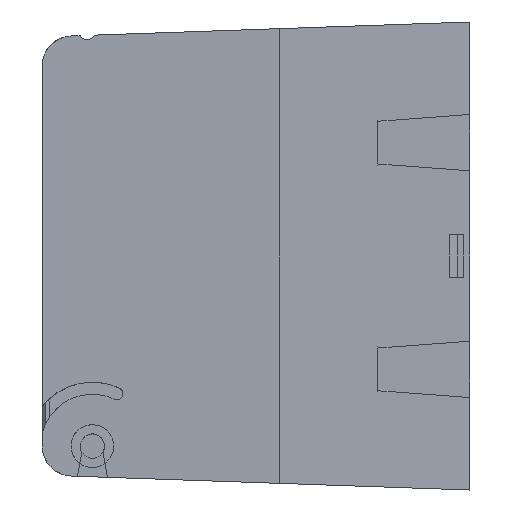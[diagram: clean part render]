
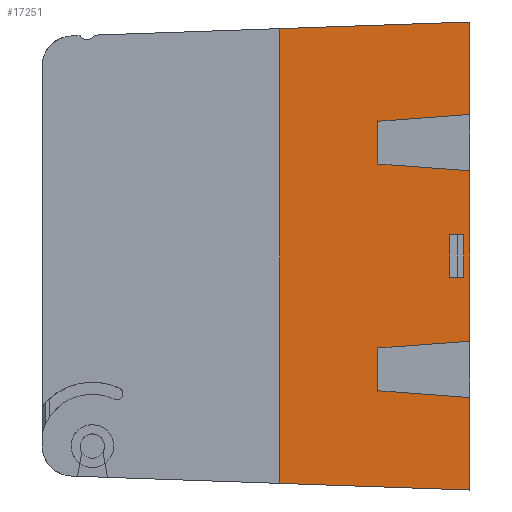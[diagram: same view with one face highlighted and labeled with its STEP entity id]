
A CAD part, left-side view. The second image highlights one B-rep face of the part: STEP entity #17251.
In plain terms, the highlighted planar face has unit normal (1, 0, 0).
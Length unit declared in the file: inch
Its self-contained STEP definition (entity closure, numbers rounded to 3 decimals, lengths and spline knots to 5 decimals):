
#442 = DIRECTION ( 'NONE',  ( 0., -0.999, -0.035 ) ) ;
#781 = CARTESIAN_POINT ( 'NONE',  ( -1.395, 0.604, 0.60477 ) ) ;
#807 = LINE ( 'NONE', #16591, #10367 ) ;
#944 = VECTOR ( 'NONE', #23240, 39.37008 ) ;
#1202 = DIRECTION ( 'NONE',  ( -1., 0., 0. ) ) ;
#1217 = DIRECTION ( 'NONE',  ( 0., 0.999, -0.035 ) ) ;
#1598 = EDGE_CURVE ( 'NONE', #18256, #16447, #10435, .T. ) ;
#1731 = CARTESIAN_POINT ( 'NONE',  ( -1.395, 0.604, 0.88523 ) ) ;
#1781 = FACE_OUTER_BOUND ( 'NONE', #1948, .T. ) ;
#1948 = EDGE_LOOP ( 'NONE', ( #8505, #22271, #5233, #4940, #5334, #13217, #9427, #4963, #22465, #24518, #19318, #10459 ) ) ;
#2153 = LINE ( 'NONE', #21787, #2790 ) ;
#2790 = VECTOR ( 'NONE', #21846, 39.37008 ) ;
#3119 = DIRECTION ( 'NONE',  ( 0., 0., -1. ) ) ;
#3276 = VERTEX_POINT ( 'NONE', #8900 ) ;
#3469 = CARTESIAN_POINT ( 'NONE',  ( -1.395, 0.04, -0.5 ) ) ;
#3599 = VERTEX_POINT ( 'NONE', #6144 ) ;
#4234 = EDGE_CURVE ( 'NONE', #11967, #18256, #8003, .T. ) ;
#4283 = VECTOR ( 'NONE', #20481, 39.37008 ) ;
#4296 = CARTESIAN_POINT ( 'NONE',  ( -1.395, 0.594, -0.14 ) ) ;
#4847 = LINE ( 'NONE', #10831, #20082 ) ;
#4940 = ORIENTED_EDGE ( 'NONE', *, *, #4234, .F. ) ;
#4963 = ORIENTED_EDGE ( 'NONE', *, *, #6277, .F. ) ;
#5002 = VERTEX_POINT ( 'NONE', #10301 ) ;
#5074 = CARTESIAN_POINT ( 'NONE',  ( -1.395, 0., 1.53756 ) ) ;
#5120 = EDGE_CURVE ( 'NONE', #3599, #8534, #8926, .T. ) ;
#5138 = DIRECTION ( 'NONE',  ( 0., 1., 0. ) ) ;
#5233 = ORIENTED_EDGE ( 'NONE', *, *, #1598, .F. ) ;
#5307 = EDGE_CURVE ( 'NONE', #6563, #3599, #13787, .T. ) ;
#5334 = ORIENTED_EDGE ( 'NONE', *, *, #16644, .F. ) ;
#5462 = EDGE_CURVE ( 'NONE', #14832, #6563, #18875, .T. ) ;
#5708 = EDGE_CURVE ( 'NONE', #8534, #14832, #9623, .T. ) ;
#5780 = EDGE_CURVE ( 'NONE', #22675, #5002, #20672, .T. ) ;
#5852 = CARTESIAN_POINT ( 'NONE',  ( -1.395, 0.133, -0.5 ) ) ;
#5906 = DIRECTION ( 'NONE',  ( 0., 0., 1. ) ) ;
#5933 = CARTESIAN_POINT ( 'NONE',  ( -1.395, 0.604, 0.88523 ) ) ;
#5969 = EDGE_CURVE ( 'NONE', #11307, #10039, #8958, .T. ) ;
#6144 = CARTESIAN_POINT ( 'NONE',  ( -1.395, 0.133, -0.14 ) ) ;
#6277 = EDGE_CURVE ( 'NONE', #17712, #11307, #807, .T. ) ;
#6323 = VECTOR ( 'NONE', #10019, 39.37008 ) ;
#6481 = EDGE_CURVE ( 'NONE', #24436, #17712, #10916, .T. ) ;
#6563 = VERTEX_POINT ( 'NONE', #23946 ) ;
#6753 = CARTESIAN_POINT ( 'NONE',  ( -1.395, 0., -1.53756 ) ) ;
#6784 = EDGE_CURVE ( 'NONE', #15464, #3276, #11653, .T. ) ;
#6816 = EDGE_CURVE ( 'NONE', #5002, #15464, #2153, .T. ) ;
#7011 = CARTESIAN_POINT ( 'NONE',  ( -1.395, 0.133, 0.14 ) ) ;
#7956 = VECTOR ( 'NONE', #442, 39.37008 ) ;
#8003 = LINE ( 'NONE', #15811, #10386 ) ;
#8505 = ORIENTED_EDGE ( 'NONE', *, *, #5780, .F. ) ;
#8534 = VERTEX_POINT ( 'NONE', #7011 ) ;
#8608 = ORIENTED_EDGE ( 'NONE', *, *, #5120, .F. ) ;
#8704 = PLANE ( 'NONE',  #11189 ) ;
#8900 = CARTESIAN_POINT ( 'NONE',  ( -1.395, 0., -0.56 ) ) ;
#8926 = LINE ( 'NONE', #5852, #11072 ) ;
#8958 = LINE ( 'NONE', #5933, #8985 ) ;
#8985 = VECTOR ( 'NONE', #24377, 39.37008 ) ;
#9427 = ORIENTED_EDGE ( 'NONE', *, *, #5969, .F. ) ;
#9623 = LINE ( 'NONE', #17135, #6323 ) ;
#10019 = DIRECTION ( 'NONE',  ( 0., -1., 0. ) ) ;
#10039 = VERTEX_POINT ( 'NONE', #24423 ) ;
#10200 = CARTESIAN_POINT ( 'NONE',  ( -1.395, 1.25, 1.49391 ) ) ;
#10301 = CARTESIAN_POINT ( 'NONE',  ( -1.395, 0.604, -0.88523 ) ) ;
#10367 = VECTOR ( 'NONE', #16571, 39.37008 ) ;
#10386 = VECTOR ( 'NONE', #23735, 39.37008 ) ;
#10435 = LINE ( 'NONE', #21467, #7956 ) ;
#10459 = ORIENTED_EDGE ( 'NONE', *, *, #6816, .F. ) ;
#10831 = CARTESIAN_POINT ( 'NONE',  ( -1.395, 0.00349, 1.53744 ) ) ;
#10916 = LINE ( 'NONE', #13191, #11789 ) ;
#11072 = VECTOR ( 'NONE', #5906, 39.37008 ) ;
#11118 = EDGE_LOOP ( 'NONE', ( #8608, #17523, #20218, #13320 ) ) ;
#11189 = AXIS2_PLACEMENT_3D ( 'NONE', #12613, #1202, #14594 ) ;
#11307 = VERTEX_POINT ( 'NONE', #1731 ) ;
#11653 = LINE ( 'NONE', #21690, #15989 ) ;
#11789 = VECTOR ( 'NONE', #12902, 39.37008 ) ;
#11941 = FACE_BOUND ( 'NONE', #11118, .T. ) ;
#11967 = VERTEX_POINT ( 'NONE', #10200 ) ;
#12470 = CARTESIAN_POINT ( 'NONE',  ( -1.395, 0., 0.56 ) ) ;
#12613 = CARTESIAN_POINT ( 'NONE',  ( -1.395, 0.594, -0.5 ) ) ;
#12783 = VECTOR ( 'NONE', #19052, 39.37008 ) ;
#12902 = DIRECTION ( 'NONE',  ( 0., 0.997, 0.074 ) ) ;
#13191 = CARTESIAN_POINT ( 'NONE',  ( -1.395, 0., 0.56 ) ) ;
#13217 = ORIENTED_EDGE ( 'NONE', *, *, #23067, .F. ) ;
#13320 = ORIENTED_EDGE ( 'NONE', *, *, #5708, .F. ) ;
#13341 = CARTESIAN_POINT ( 'NONE',  ( -1.395, 0., -0.93 ) ) ;
#13748 = CARTESIAN_POINT ( 'NONE',  ( -1.395, 1.25, -1.49391 ) ) ;
#13787 = LINE ( 'NONE', #4296, #14375 ) ;
#13827 = VECTOR ( 'NONE', #15444, 39.37008 ) ;
#14375 = VECTOR ( 'NONE', #5138, 39.37008 ) ;
#14459 = LINE ( 'NONE', #14745, #4283 ) ;
#14594 = DIRECTION ( 'NONE',  ( 0., 0., 1. ) ) ;
#14745 = CARTESIAN_POINT ( 'NONE',  ( -1.395, 0., 1.4375 ) ) ;
#14832 = VERTEX_POINT ( 'NONE', #17432 ) ;
#15168 = CARTESIAN_POINT ( 'NONE',  ( -1.395, 0., 1.4375 ) ) ;
#15444 = DIRECTION ( 'NONE',  ( 0., 0.997, 0.074 ) ) ;
#15464 = VERTEX_POINT ( 'NONE', #22876 ) ;
#15811 = CARTESIAN_POINT ( 'NONE',  ( -1.395, 1.25, 3.60036 ) ) ;
#15989 = VECTOR ( 'NONE', #21761, 39.37008 ) ;
#16447 = VERTEX_POINT ( 'NONE', #6753 ) ;
#16571 = DIRECTION ( 'NONE',  ( 0., 0., 1. ) ) ;
#16591 = CARTESIAN_POINT ( 'NONE',  ( -1.395, 0.604, -0.5 ) ) ;
#16626 = VERTEX_POINT ( 'NONE', #5074 ) ;
#16644 = EDGE_CURVE ( 'NONE', #16626, #11967, #4847, .T. ) ;
#17135 = CARTESIAN_POINT ( 'NONE',  ( -1.395, 0.594, 0.14 ) ) ;
#17251 = ADVANCED_FACE ( 'NONE', ( #11941, #1781 ), #8704, .F. ) ;
#17326 = LINE ( 'NONE', #15168, #12783 ) ;
#17432 = CARTESIAN_POINT ( 'NONE',  ( -1.395, 0.04, 0.14 ) ) ;
#17523 = ORIENTED_EDGE ( 'NONE', *, *, #5307, .F. ) ;
#17712 = VERTEX_POINT ( 'NONE', #781 ) ;
#18256 = VERTEX_POINT ( 'NONE', #13748 ) ;
#18875 = LINE ( 'NONE', #3469, #19174 ) ;
#19052 = DIRECTION ( 'NONE',  ( 0., 0., 1. ) ) ;
#19174 = VECTOR ( 'NONE', #3119, 39.37008 ) ;
#19318 = ORIENTED_EDGE ( 'NONE', *, *, #6784, .F. ) ;
#20082 = VECTOR ( 'NONE', #1217, 39.37008 ) ;
#20218 = ORIENTED_EDGE ( 'NONE', *, *, #5462, .F. ) ;
#20481 = DIRECTION ( 'NONE',  ( 0., 0., 1. ) ) ;
#20672 = LINE ( 'NONE', #22647, #13827 ) ;
#21467 = CARTESIAN_POINT ( 'NONE',  ( -1.395, 0.00349, -1.53744 ) ) ;
#21690 = CARTESIAN_POINT ( 'NONE',  ( -1.395, 0.604, -0.60477 ) ) ;
#21761 = DIRECTION ( 'NONE',  ( 0., -0.997, 0.074 ) ) ;
#21787 = CARTESIAN_POINT ( 'NONE',  ( -1.395, 0.604, -0.5 ) ) ;
#21846 = DIRECTION ( 'NONE',  ( 0., 0., 1. ) ) ;
#22271 = ORIENTED_EDGE ( 'NONE', *, *, #22414, .F. ) ;
#22414 = EDGE_CURVE ( 'NONE', #16447, #22675, #14459, .T. ) ;
#22465 = ORIENTED_EDGE ( 'NONE', *, *, #6481, .F. ) ;
#22647 = CARTESIAN_POINT ( 'NONE',  ( -1.395, 0., -0.93 ) ) ;
#22675 = VERTEX_POINT ( 'NONE', #13341 ) ;
#22876 = CARTESIAN_POINT ( 'NONE',  ( -1.395, 0.604, -0.60477 ) ) ;
#23067 = EDGE_CURVE ( 'NONE', #10039, #16626, #23622, .T. ) ;
#23240 = DIRECTION ( 'NONE',  ( 0., 0., 1. ) ) ;
#23622 = LINE ( 'NONE', #24479, #944 ) ;
#23735 = DIRECTION ( 'NONE',  ( 0., 0., -1. ) ) ;
#23946 = CARTESIAN_POINT ( 'NONE',  ( -1.395, 0.04, -0.14 ) ) ;
#23999 = EDGE_CURVE ( 'NONE', #3276, #24436, #17326, .T. ) ;
#24377 = DIRECTION ( 'NONE',  ( 0., -0.997, 0.074 ) ) ;
#24423 = CARTESIAN_POINT ( 'NONE',  ( -1.395, 0., 0.93 ) ) ;
#24436 = VERTEX_POINT ( 'NONE', #12470 ) ;
#24479 = CARTESIAN_POINT ( 'NONE',  ( -1.395, 0., 1.4375 ) ) ;
#24518 = ORIENTED_EDGE ( 'NONE', *, *, #23999, .F. ) ;
